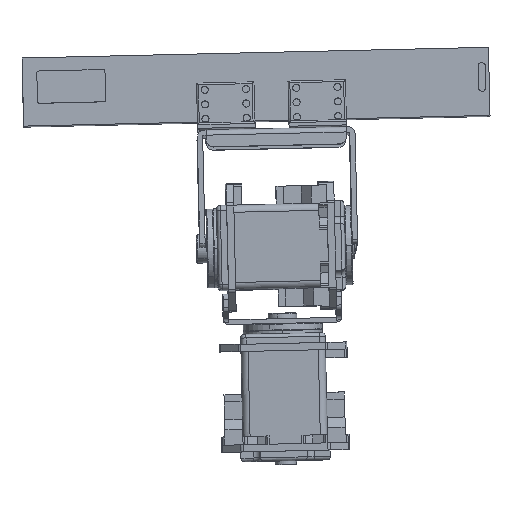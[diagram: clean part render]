
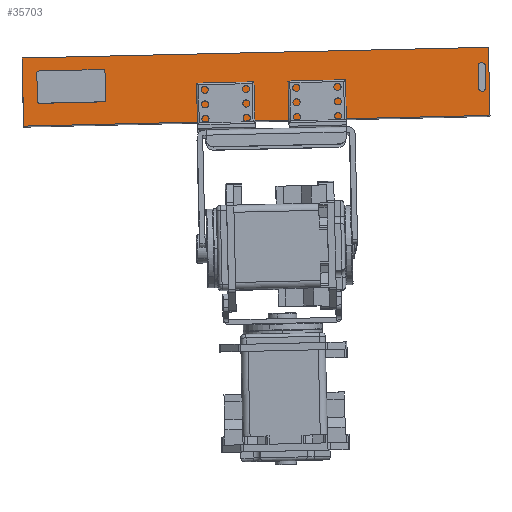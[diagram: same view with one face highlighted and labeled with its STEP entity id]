
A CAD part, front view. The second image highlights one B-rep face of the part: STEP entity #35703.
In plain terms, the highlighted face is planar.
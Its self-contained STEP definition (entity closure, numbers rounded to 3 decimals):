
#35154=CARTESIAN_POINT('Vertex',(0.,-65.,9.5)) ;
#35159=CARTESIAN_POINT('Line Origine',(0.,-65.,0.)) ;
#35163=CARTESIAN_POINT('Vertex',(0.,-65.,-9.5)) ;
#35190=CARTESIAN_POINT('Line Origine',(0.,0.,-9.5)) ;
#35194=CARTESIAN_POINT('Vertex',(0.,65.,-9.5)) ;
#35221=CARTESIAN_POINT('Line Origine',(0.,65.,0.)) ;
#35225=CARTESIAN_POINT('Vertex',(0.,65.,9.5)) ;
#35252=CARTESIAN_POINT('Line Origine',(0.,0.,9.5)) ;
#35278=CARTESIAN_POINT('Vertex',(0.,42.,-2.75)) ;
#35283=CARTESIAN_POINT('Line Origine',(0.,42.,1.25)) ;
#35287=CARTESIAN_POINT('Vertex',(0.,42.,5.25)) ;
#35318=CARTESIAN_POINT('Vertex',(0.,42.5,-3.25)) ;
#35323=CARTESIAN_POINT('Axis2P3D Location',(0.,42.5,-2.75)) ;
#35345=CARTESIAN_POINT('Axis2P3D Location',(0.,42.5,5.25)) ;
#35349=CARTESIAN_POINT('Vertex',(0.,42.5,5.75)) ;
#35429=CARTESIAN_POINT('Vertex',(0.,60.5,-3.25)) ;
#35432=CARTESIAN_POINT('Line Origine',(0.,51.5,-3.25)) ;
#35449=CARTESIAN_POINT('Line Origine',(0.,51.5,5.75)) ;
#35453=CARTESIAN_POINT('Vertex',(0.,60.5,5.75)) ;
#35473=CARTESIAN_POINT('Axis2P3D Location',(0.,60.5,5.25)) ;
#35477=CARTESIAN_POINT('Vertex',(0.,61.,5.25)) ;
#35497=CARTESIAN_POINT('Line Origine',(0.,61.,1.25)) ;
#35501=CARTESIAN_POINT('Vertex',(0.,61.,-2.75)) ;
#35521=CARTESIAN_POINT('Axis2P3D Location',(0.,60.5,-2.75)) ;
#35542=CARTESIAN_POINT('Vertex',(0.,-64.,4.25)) ;
#35547=CARTESIAN_POINT('Axis2P3D Location',(0.,-63.,4.25)) ;
#35551=CARTESIAN_POINT('Vertex',(0.,-62.,4.25)) ;
#35582=CARTESIAN_POINT('Vertex',(0.,-64.,-1.75)) ;
#35587=CARTESIAN_POINT('Line Origine',(0.,-64.,1.25)) ;
#35609=CARTESIAN_POINT('Line Origine',(0.,-62.,1.25)) ;
#35613=CARTESIAN_POINT('Vertex',(0.,-62.,-1.75)) ;
#35652=CARTESIAN_POINT('Axis2P3D Location',(0.,-63.,-1.75)) ;
#35676=CARTESIAN_POINT('Axis2P3D Location',(0.,0.,0.)) ;
#35160=DIRECTION('Vector Direction',(0.,0.,-1.)) ;
#35191=DIRECTION('Vector Direction',(0.,-1.,0.)) ;
#35222=DIRECTION('Vector Direction',(0.,0.,1.)) ;
#35253=DIRECTION('Vector Direction',(0.,1.,0.)) ;
#35284=DIRECTION('Vector Direction',(0.,0.,1.)) ;
#35324=DIRECTION('Axis2P3D Direction',(-1.,-0.,0.)) ;
#35346=DIRECTION('Axis2P3D Direction',(-1.,-0.,0.)) ;
#35433=DIRECTION('Vector Direction',(0.,1.,0.)) ;
#35450=DIRECTION('Vector Direction',(0.,-1.,0.)) ;
#35474=DIRECTION('Axis2P3D Direction',(-1.,-0.,0.)) ;
#35498=DIRECTION('Vector Direction',(0.,0.,-1.)) ;
#35522=DIRECTION('Axis2P3D Direction',(-1.,-0.,0.)) ;
#35548=DIRECTION('Axis2P3D Direction',(-1.,-0.,0.)) ;
#35588=DIRECTION('Vector Direction',(0.,0.,-1.)) ;
#35610=DIRECTION('Vector Direction',(0.,0.,1.)) ;
#35653=DIRECTION('Axis2P3D Direction',(-1.,-0.,0.)) ;
#35677=DIRECTION('Axis2P3D Direction',(1.,0.,0.)) ;
#35678=DIRECTION('Axis2P3D XDirection',(0.,1.,0.)) ;
#35325=AXIS2_PLACEMENT_3D('Circle Axis2P3D',#35323,#35324,$) ;
#35347=AXIS2_PLACEMENT_3D('Circle Axis2P3D',#35345,#35346,$) ;
#35475=AXIS2_PLACEMENT_3D('Circle Axis2P3D',#35473,#35474,$) ;
#35523=AXIS2_PLACEMENT_3D('Circle Axis2P3D',#35521,#35522,$) ;
#35549=AXIS2_PLACEMENT_3D('Circle Axis2P3D',#35547,#35548,$) ;
#35654=AXIS2_PLACEMENT_3D('Circle Axis2P3D',#35652,#35653,$) ;
#35679=AXIS2_PLACEMENT_3D('Plane Axis2P3D',#35676,#35677,#35678) ;
#35682=ORIENTED_EDGE('',*,*,#35256,.F.) ;
#35683=ORIENTED_EDGE('',*,*,#35227,.F.) ;
#35684=ORIENTED_EDGE('',*,*,#35196,.F.) ;
#35685=ORIENTED_EDGE('',*,*,#35165,.F.) ;
#35688=ORIENTED_EDGE('',*,*,#35436,.F.) ;
#35689=ORIENTED_EDGE('',*,*,#35525,.F.) ;
#35690=ORIENTED_EDGE('',*,*,#35503,.F.) ;
#35691=ORIENTED_EDGE('',*,*,#35479,.F.) ;
#35692=ORIENTED_EDGE('',*,*,#35455,.F.) ;
#35693=ORIENTED_EDGE('',*,*,#35351,.F.) ;
#35694=ORIENTED_EDGE('',*,*,#35289,.F.) ;
#35695=ORIENTED_EDGE('',*,*,#35327,.F.) ;
#35698=ORIENTED_EDGE('',*,*,#35591,.F.) ;
#35699=ORIENTED_EDGE('',*,*,#35656,.F.) ;
#35700=ORIENTED_EDGE('',*,*,#35615,.F.) ;
#35701=ORIENTED_EDGE('',*,*,#35553,.F.) ;
#35696=FACE_BOUND('',#35687,.T.) ;
#35702=FACE_BOUND('',#35697,.T.) ;
#35161=VECTOR('Line Direction',#35160,1.) ;
#35192=VECTOR('Line Direction',#35191,1.) ;
#35223=VECTOR('Line Direction',#35222,1.) ;
#35254=VECTOR('Line Direction',#35253,1.) ;
#35285=VECTOR('Line Direction',#35284,1.) ;
#35434=VECTOR('Line Direction',#35433,1.) ;
#35451=VECTOR('Line Direction',#35450,1.) ;
#35499=VECTOR('Line Direction',#35498,1.) ;
#35589=VECTOR('Line Direction',#35588,1.) ;
#35611=VECTOR('Line Direction',#35610,1.) ;
#35703=ADVANCED_FACE('Corps principal',(#35686,#35696,#35702),#35680,.F.) ;
#35326=CIRCLE('generated circle',#35325,0.5) ;
#35348=CIRCLE('generated circle',#35347,0.5) ;
#35476=CIRCLE('generated circle',#35475,0.5) ;
#35524=CIRCLE('generated circle',#35523,0.5) ;
#35550=CIRCLE('generated circle',#35549,1.) ;
#35655=CIRCLE('generated circle',#35654,1.) ;
#35165=EDGE_CURVE('',#35155,#35164,#35162,.T.) ;
#35196=EDGE_CURVE('',#35164,#35195,#35193,.F.) ;
#35227=EDGE_CURVE('',#35195,#35226,#35224,.T.) ;
#35256=EDGE_CURVE('',#35226,#35155,#35255,.F.) ;
#35289=EDGE_CURVE('',#35279,#35288,#35286,.T.) ;
#35327=EDGE_CURVE('',#35319,#35279,#35326,.T.) ;
#35351=EDGE_CURVE('',#35288,#35350,#35348,.T.) ;
#35436=EDGE_CURVE('',#35430,#35319,#35435,.F.) ;
#35455=EDGE_CURVE('',#35350,#35454,#35452,.F.) ;
#35479=EDGE_CURVE('',#35454,#35478,#35476,.T.) ;
#35503=EDGE_CURVE('',#35478,#35502,#35500,.T.) ;
#35525=EDGE_CURVE('',#35502,#35430,#35524,.T.) ;
#35553=EDGE_CURVE('',#35543,#35552,#35550,.T.) ;
#35591=EDGE_CURVE('',#35583,#35543,#35590,.F.) ;
#35615=EDGE_CURVE('',#35552,#35614,#35612,.F.) ;
#35656=EDGE_CURVE('',#35614,#35583,#35655,.T.) ;
#35681=EDGE_LOOP('',(#35682,#35683,#35684,#35685)) ;
#35687=EDGE_LOOP('',(#35688,#35689,#35690,#35691,#35692,#35693,#35694,#35695)) ;
#35697=EDGE_LOOP('',(#35698,#35699,#35700,#35701)) ;
#35686=FACE_OUTER_BOUND('',#35681,.T.) ;
#35162=LINE('Line',#35159,#35161) ;
#35193=LINE('Line',#35190,#35192) ;
#35224=LINE('Line',#35221,#35223) ;
#35255=LINE('Line',#35252,#35254) ;
#35286=LINE('Line',#35283,#35285) ;
#35435=LINE('Line',#35432,#35434) ;
#35452=LINE('Line',#35449,#35451) ;
#35500=LINE('Line',#35497,#35499) ;
#35590=LINE('Line',#35587,#35589) ;
#35612=LINE('Line',#35609,#35611) ;
#35680=PLANE('Plane',#35679) ;
#35155=VERTEX_POINT('',#35154) ;
#35164=VERTEX_POINT('',#35163) ;
#35195=VERTEX_POINT('',#35194) ;
#35226=VERTEX_POINT('',#35225) ;
#35279=VERTEX_POINT('',#35278) ;
#35288=VERTEX_POINT('',#35287) ;
#35319=VERTEX_POINT('',#35318) ;
#35350=VERTEX_POINT('',#35349) ;
#35430=VERTEX_POINT('',#35429) ;
#35454=VERTEX_POINT('',#35453) ;
#35478=VERTEX_POINT('',#35477) ;
#35502=VERTEX_POINT('',#35501) ;
#35543=VERTEX_POINT('',#35542) ;
#35552=VERTEX_POINT('',#35551) ;
#35583=VERTEX_POINT('',#35582) ;
#35614=VERTEX_POINT('',#35613) ;
